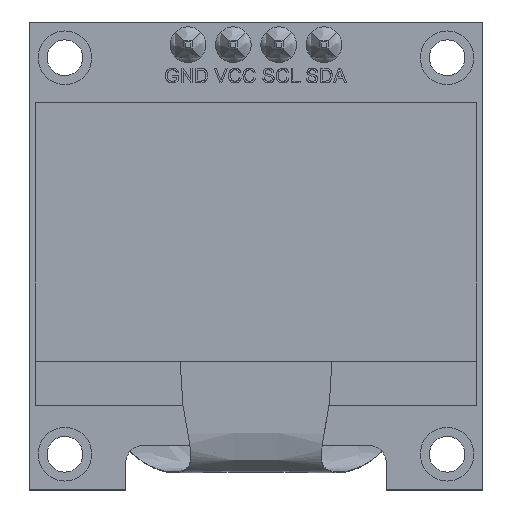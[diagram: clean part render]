
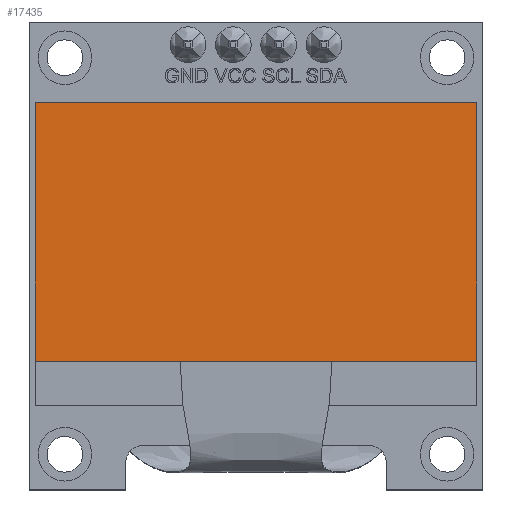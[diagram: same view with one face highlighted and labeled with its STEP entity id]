
A CAD part, top view. The second image highlights one B-rep face of the part: STEP entity #17435.
In plain terms, the highlighted planar face has unit normal (0, 0, 1).
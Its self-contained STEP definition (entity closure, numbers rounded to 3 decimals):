
#1897=FACE_OUTER_BOUND('',#2968,.T.);
#2968=EDGE_LOOP('',(#13164,#13165,#13166,#13167));
#4139=LINE('',#27443,#5894);
#4145=LINE('',#27455,#5900);
#4149=LINE('',#27463,#5904);
#4150=LINE('',#27464,#5905);
#5894=VECTOR('',#20024,10.);
#5900=VECTOR('',#20034,10.);
#5904=VECTOR('',#20040,10.);
#5905=VECTOR('',#20041,10.);
#7781=VERTEX_POINT('',#27439);
#7783=VERTEX_POINT('',#27442);
#7787=VERTEX_POINT('',#27454);
#7790=VERTEX_POINT('',#27462);
#9749=EDGE_CURVE('',#7783,#7781,#4139,.T.);
#9755=EDGE_CURVE('',#7787,#7783,#4145,.T.);
#9759=EDGE_CURVE('',#7781,#7790,#4149,.T.);
#9760=EDGE_CURVE('',#7790,#7787,#4150,.T.);
#13164=ORIENTED_EDGE('',*,*,#9749,.T.);
#13165=ORIENTED_EDGE('',*,*,#9759,.T.);
#13166=ORIENTED_EDGE('',*,*,#9760,.T.);
#13167=ORIENTED_EDGE('',*,*,#9755,.T.);
#16604=PLANE('',#18593);
#17435=ADVANCED_FACE('',(#1897),#16604,.T.);
#18593=AXIS2_PLACEMENT_3D('',#27461,#20038,#20039);
#20024=DIRECTION('',(1.,0.,0.));
#20034=DIRECTION('',(0.,-1.,0.));
#20038=DIRECTION('center_axis',(0.,0.,1.));
#20039=DIRECTION('ref_axis',(1.,0.,0.));
#20040=DIRECTION('',(0.,1.,0.));
#20041=DIRECTION('',(-1.,0.,0.));
#27439=CARTESIAN_POINT('',(12.35,-5.9,3.3));
#27442=CARTESIAN_POINT('',(-12.35,-5.9,3.3));
#27443=CARTESIAN_POINT('',(-6.175,-5.9,3.3));
#27454=CARTESIAN_POINT('',(-12.35,8.6,3.3));
#27455=CARTESIAN_POINT('',(-12.35,-8.4,3.3));
#27461=CARTESIAN_POINT('Origin',(0.,0.1,
3.3));
#27462=CARTESIAN_POINT('',(12.35,8.6,3.3));
#27463=CARTESIAN_POINT('',(12.35,8.6,3.3));
#27464=CARTESIAN_POINT('',(-12.35,8.6,3.3));
